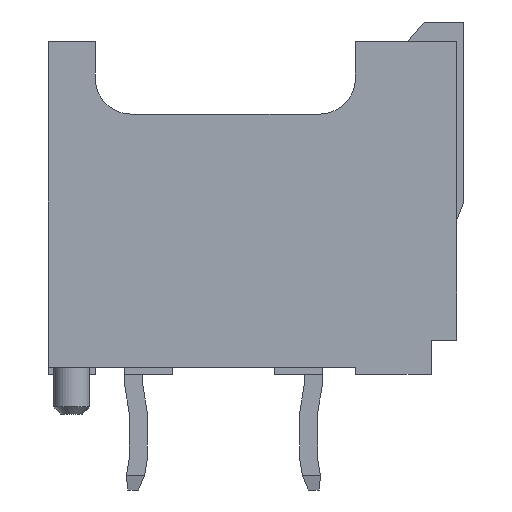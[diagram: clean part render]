
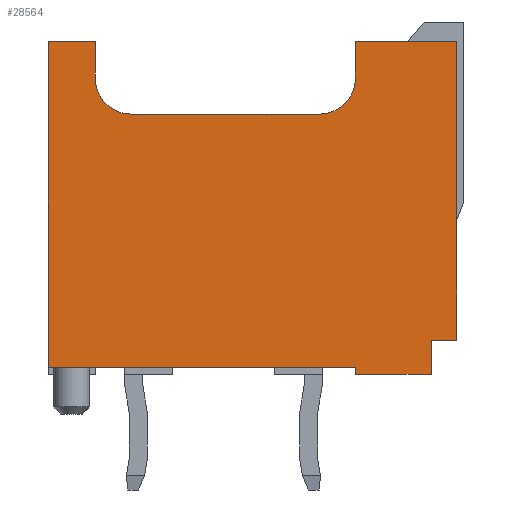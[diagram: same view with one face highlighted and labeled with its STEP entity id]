
A CAD part, left-side view. The second image highlights one B-rep face of the part: STEP entity #28564.
In plain terms, the highlighted face is planar.
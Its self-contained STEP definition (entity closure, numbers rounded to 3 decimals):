
#31=CIRCLE('',#29722,1.);
#32=CIRCLE('',#29723,1.);
#1152=ORIENTED_EDGE('',*,*,#6610,.T.);
#1153=ORIENTED_EDGE('',*,*,#6611,.T.);
#1154=ORIENTED_EDGE('',*,*,#6580,.T.);
#1155=ORIENTED_EDGE('',*,*,#6576,.F.);
#1156=ORIENTED_EDGE('',*,*,#6612,.F.);
#1157=ORIENTED_EDGE('',*,*,#6613,.F.);
#1158=ORIENTED_EDGE('',*,*,#6614,.F.);
#1159=ORIENTED_EDGE('',*,*,#6538,.F.);
#1160=ORIENTED_EDGE('',*,*,#6615,.F.);
#1161=ORIENTED_EDGE('',*,*,#6616,.F.);
#1162=ORIENTED_EDGE('',*,*,#6617,.F.);
#1163=ORIENTED_EDGE('',*,*,#6618,.F.);
#1164=ORIENTED_EDGE('',*,*,#6619,.F.);
#1165=ORIENTED_EDGE('',*,*,#6620,.F.);
#6538=EDGE_CURVE('',#9289,#9282,#11390,.T.);
#6576=EDGE_CURVE('',#9315,#9312,#11424,.T.);
#6580=EDGE_CURVE('',#9317,#9312,#11428,.T.);
#6610=EDGE_CURVE('',#9335,#9336,#11458,.T.);
#6611=EDGE_CURVE('',#9336,#9317,#11459,.T.);
#6612=EDGE_CURVE('',#9337,#9315,#11460,.T.);
#6613=EDGE_CURVE('',#9338,#9337,#11461,.T.);
#6614=EDGE_CURVE('',#9282,#9338,#11462,.T.);
#6615=EDGE_CURVE('',#9339,#9289,#11463,.T.);
#6616=EDGE_CURVE('',#9340,#9339,#31,.T.);
#6617=EDGE_CURVE('',#9341,#9340,#11464,.T.);
#6618=EDGE_CURVE('',#9342,#9341,#32,.T.);
#6619=EDGE_CURVE('',#9343,#9342,#11465,.T.);
#6620=EDGE_CURVE('',#9335,#9343,#11466,.T.);
#9282=VERTEX_POINT('',#37118);
#9289=VERTEX_POINT('',#37132);
#9312=VERTEX_POINT('',#37200);
#9315=VERTEX_POINT('',#37206);
#9317=VERTEX_POINT('',#37214);
#9335=VERTEX_POINT('',#37272);
#9336=VERTEX_POINT('',#37273);
#9337=VERTEX_POINT('',#37276);
#9338=VERTEX_POINT('',#37278);
#9339=VERTEX_POINT('',#37281);
#9340=VERTEX_POINT('',#37283);
#9341=VERTEX_POINT('',#37285);
#9342=VERTEX_POINT('',#37287);
#9343=VERTEX_POINT('',#37289);
#11390=LINE('',#37133,#14321);
#11424=LINE('',#37207,#14355);
#11428=LINE('',#37215,#14359);
#11458=LINE('',#37271,#14389);
#11459=LINE('',#37274,#14390);
#11460=LINE('',#37275,#14391);
#11461=LINE('',#37277,#14392);
#11462=LINE('',#37279,#14393);
#11463=LINE('',#37280,#14394);
#11464=LINE('',#37284,#14395);
#11465=LINE('',#37288,#14396);
#11466=LINE('',#37290,#14397);
#14321=VECTOR('',#31707,1000.);
#14355=VECTOR('',#31769,1000.);
#14359=VECTOR('',#31777,1000.);
#14389=VECTOR('',#31825,1000.);
#14390=VECTOR('',#31826,1000.);
#14391=VECTOR('',#31827,1000.);
#14392=VECTOR('',#31828,1000.);
#14393=VECTOR('',#31829,1000.);
#14394=VECTOR('',#31830,1000.);
#14395=VECTOR('',#31833,1000.);
#14396=VECTOR('',#31836,1000.);
#14397=VECTOR('',#31837,1000.);
#16901=EDGE_LOOP('',(#1152,#1153,#1154,#1155,#1156,#1157,#1158,#1159,#1160,
#1161,#1162,#1163,#1164,#1165));
#18159=FACE_BOUND('',#16901,.T.);
#19413=PLANE('',#29721);
#28564=ADVANCED_FACE('',(#18159),#19413,.T.);
#29721=AXIS2_PLACEMENT_3D('',#37270,#31823,#31824);
#29722=AXIS2_PLACEMENT_3D('',#37282,#31831,#31832);
#29723=AXIS2_PLACEMENT_3D('',#37286,#31834,#31835);
#31707=DIRECTION('',(0.,0.,1.));
#31769=DIRECTION('',(0.,0.,-1.));
#31777=DIRECTION('',(0.,1.,0.));
#31823=DIRECTION('',(1.,0.,0.));
#31824=DIRECTION('',(0.,0.,-1.));
#31825=DIRECTION('',(0.,1.,0.));
#31826=DIRECTION('',(0.,0.,1.));
#31827=DIRECTION('',(0.,1.,0.));
#31828=DIRECTION('',(0.,0.,-1.));
#31829=DIRECTION('',(0.,1.,0.));
#31830=DIRECTION('',(0.,-1.,0.));
#31831=DIRECTION('',(1.,0.,0.));
#31832=DIRECTION('',(0.,-1.,0.));
#31833=DIRECTION('',(0.,0.,1.));
#31834=DIRECTION('',(1.,0.,0.));
#31835=DIRECTION('',(0.,-1.,0.));
#31836=DIRECTION('',(0.,1.,0.));
#31837=DIRECTION('',(0.,0.,1.));
#37118=CARTESIAN_POINT('',(19.7,-4.325,5.55));
#37132=CARTESIAN_POINT('',(19.7,-4.325,2.75));
#37133=CARTESIAN_POINT('',(19.7,-4.325,5.75));
#37200=CARTESIAN_POINT('',(19.7,4.875,2.75));
#37206=CARTESIAN_POINT('',(19.7,4.875,4.85));
#37207=CARTESIAN_POINT('',(19.7,4.875,5.75));
#37214=CARTESIAN_POINT('',(19.7,4.675,2.75));
#37215=CARTESIAN_POINT('',(19.7,4.675,2.75));
#37270=CARTESIAN_POINT('',(19.7,-4.875,5.75));
#37271=CARTESIAN_POINT('',(19.7,-4.875,-5.75));
#37272=CARTESIAN_POINT('',(19.7,-4.325,-5.75));
#37273=CARTESIAN_POINT('',(19.7,4.675,-5.75));
#37274=CARTESIAN_POINT('',(19.7,4.675,-4.45));
#37275=CARTESIAN_POINT('',(19.7,3.925,4.85));
#37276=CARTESIAN_POINT('',(19.7,3.925,4.85));
#37277=CARTESIAN_POINT('',(19.7,3.925,5.55));
#37278=CARTESIAN_POINT('',(19.7,3.925,5.55));
#37279=CARTESIAN_POINT('',(19.7,0.625,5.55));
#37280=CARTESIAN_POINT('',(19.7,-3.325,2.75));
#37281=CARTESIAN_POINT('',(19.7,-3.325,2.75));
#37282=CARTESIAN_POINT('',(19.7,-3.325,1.75));
#37283=CARTESIAN_POINT('',(19.7,-2.325,1.75));
#37284=CARTESIAN_POINT('',(19.7,-2.325,-3.45));
#37285=CARTESIAN_POINT('',(19.7,-2.325,-3.45));
#37286=CARTESIAN_POINT('',(19.7,-3.325,-3.45));
#37287=CARTESIAN_POINT('',(19.7,-3.325,-4.45));
#37288=CARTESIAN_POINT('',(19.7,-4.325,-4.45));
#37289=CARTESIAN_POINT('',(19.7,-4.325,-4.45));
#37290=CARTESIAN_POINT('',(19.7,-4.325,-5.75));
